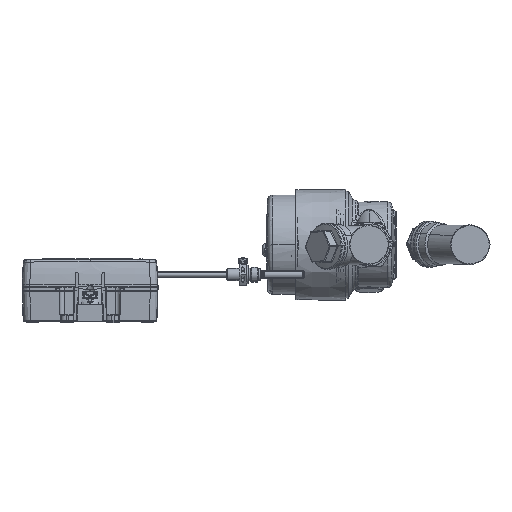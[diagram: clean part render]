
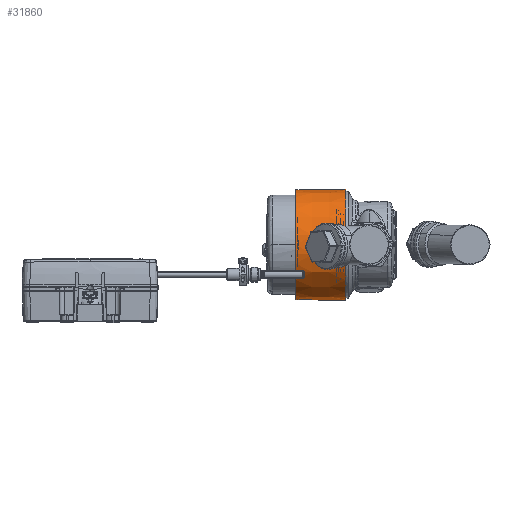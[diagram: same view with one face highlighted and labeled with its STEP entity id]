
A CAD part, left-side view. The second image highlights one B-rep face of the part: STEP entity #31860.
In plain terms, the highlighted conical face has half-angle 0.544 degrees and reference radius 35.988 mm.
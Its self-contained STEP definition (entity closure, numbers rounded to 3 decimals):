
#31732=CARTESIAN_POINT('Vertex',(0.,29.305,-35.992)) ;
#31734=CARTESIAN_POINT('Vertex',(0.,29.305,35.992)) ;
#31768=CARTESIAN_POINT('Line Origine',(0.,-498052.319,4764.615)) ;
#31772=CARTESIAN_POINT('Vertex',(0.,-3.1,36.3)) ;
#31779=CARTESIAN_POINT('Vertex',(0.,-3.1,-36.3)) ;
#31782=CARTESIAN_POINT('Line Origine',(0.,-498052.319,-4764.615)) ;
#31799=CARTESIAN_POINT('Axis2P3D Location',(0.,29.305,0.)) ;
#31844=CARTESIAN_POINT('Axis2P3D Location',(0.,29.8,0.)) ;
#31849=CARTESIAN_POINT('Axis2P3D Location',(0.,-3.1,0.)) ;
#31769=DIRECTION('Vector Direction',(0.,-1.,0.009)) ;
#31783=DIRECTION('Vector Direction',(0.,-1.,-0.009)) ;
#31800=DIRECTION('Axis2P3D Direction',(-0.,1.,0.)) ;
#31845=DIRECTION('Axis2P3D Direction',(0.,-1.,0.)) ;
#31846=DIRECTION('Axis2P3D XDirection',(0.,0.,1.)) ;
#31850=DIRECTION('Axis2P3D Direction',(0.,-1.,0.)) ;
#31801=AXIS2_PLACEMENT_3D('Circle Axis2P3D',#31799,#31800,$) ;
#31847=AXIS2_PLACEMENT_3D('Cone Axis2P3D',#31844,#31845,#31846) ;
#31851=AXIS2_PLACEMENT_3D('Circle Axis2P3D',#31849,#31850,$) ;
#31855=ORIENTED_EDGE('',*,*,#31774,.F.) ;
#31856=ORIENTED_EDGE('',*,*,#31803,.T.) ;
#31857=ORIENTED_EDGE('',*,*,#31786,.T.) ;
#31858=ORIENTED_EDGE('',*,*,#31853,.T.) ;
#31770=VECTOR('Line Direction',#31769,1.) ;
#31784=VECTOR('Line Direction',#31783,1.) ;
#31860=ADVANCED_FACE('PartBody',(#31859),#31848,.T.) ;
#31802=CIRCLE('generated circle',#31801,35.992) ;
#31852=CIRCLE('generated circle',#31851,36.3) ;
#31848=CONICAL_SURFACE('Cone',#31847,35.988,0.009) ;
#31774=EDGE_CURVE('',#31735,#31773,#31771,.T.) ;
#31786=EDGE_CURVE('',#31733,#31780,#31785,.T.) ;
#31803=EDGE_CURVE('',#31735,#31733,#31802,.F.) ;
#31853=EDGE_CURVE('',#31780,#31773,#31852,.F.) ;
#31854=EDGE_LOOP('',(#31855,#31856,#31857,#31858)) ;
#31859=FACE_OUTER_BOUND('',#31854,.T.) ;
#31771=LINE('Line',#31768,#31770) ;
#31785=LINE('Line',#31782,#31784) ;
#31733=VERTEX_POINT('',#31732) ;
#31735=VERTEX_POINT('',#31734) ;
#31773=VERTEX_POINT('',#31772) ;
#31780=VERTEX_POINT('',#31779) ;
